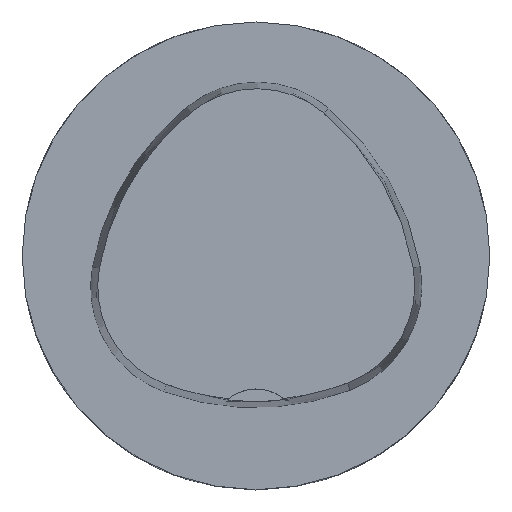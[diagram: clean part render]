
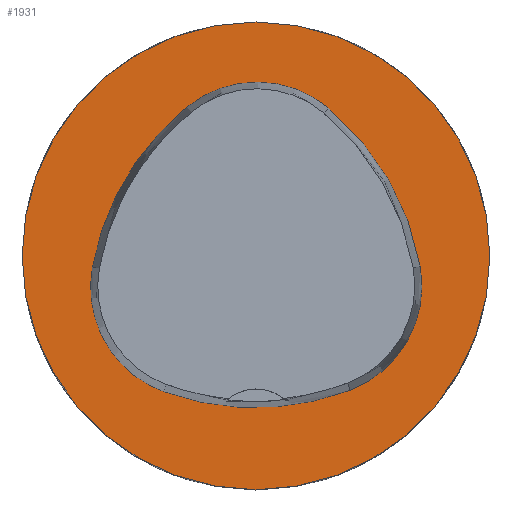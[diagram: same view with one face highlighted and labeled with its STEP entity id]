
A CAD part, top view. The second image highlights one B-rep face of the part: STEP entity #1931.
In plain terms, the highlighted planar face has unit normal (0, 0, 1).
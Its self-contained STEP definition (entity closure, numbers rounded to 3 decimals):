
#333=PLANE('',#9665);
#1931=ADVANCED_FACE('',(#2812,#2813),#333,.T.);
#2812=FACE_BOUND('',#3428,.T.);
#2813=FACE_BOUND('',#3429,.T.);
#3428=EDGE_LOOP('',(#5819,#5820,#5821,#5822,#5823,#5824));
#3429=EDGE_LOOP('',(#5825));
#5819=ORIENTED_EDGE('',*,*,#7913,.T.);
#5820=ORIENTED_EDGE('',*,*,#7893,.T.);
#5821=ORIENTED_EDGE('',*,*,#7897,.T.);
#5822=ORIENTED_EDGE('',*,*,#7900,.T.);
#5823=ORIENTED_EDGE('',*,*,#7903,.T.);
#5824=ORIENTED_EDGE('',*,*,#7911,.T.);
#5825=ORIENTED_EDGE('',*,*,#6735,.F.);
#5925=VERTEX_POINT('',#12139);
#6691=VERTEX_POINT('',#43628);
#6692=VERTEX_POINT('',#43629);
#6695=VERTEX_POINT('',#43637);
#6697=VERTEX_POINT('',#43643);
#6699=VERTEX_POINT('',#43649);
#6706=VERTEX_POINT('',#43670);
#6735=EDGE_CURVE('',#5925,#5925,#7952,.T.);
#7893=EDGE_CURVE('',#6691,#6692,#8436,.T.);
#7897=EDGE_CURVE('',#6692,#6695,#8438,.T.);
#7900=EDGE_CURVE('',#6695,#6697,#8440,.T.);
#7903=EDGE_CURVE('',#6697,#6699,#8442,.T.);
#7911=EDGE_CURVE('',#6699,#6706,#8446,.T.);
#7913=EDGE_CURVE('',#6706,#6691,#8448,.T.);
#7952=CIRCLE('',#8657,31.5);
#8436=CIRCLE('',#9643,36.);
#8438=CIRCLE('',#9646,15.);
#8440=CIRCLE('',#9649,36.);
#8442=CIRCLE('',#9652,15.);
#8446=CIRCLE('',#9657,36.);
#8448=CIRCLE('',#9660,15.);
#8657=AXIS2_PLACEMENT_3D('',#12138,#9767,#9768);
#9643=AXIS2_PLACEMENT_3D('',#43627,#11921,#11922);
#9646=AXIS2_PLACEMENT_3D('',#43636,#11929,#11930);
#9649=AXIS2_PLACEMENT_3D('',#43642,#11936,#11937);
#9652=AXIS2_PLACEMENT_3D('',#43648,#11943,#11944);
#9657=AXIS2_PLACEMENT_3D('',#43671,#11955,#11956);
#9660=AXIS2_PLACEMENT_3D('',#43674,#11961,#11962);
#9665=AXIS2_PLACEMENT_3D('',#43679,#11971,#11972);
#9767=DIRECTION('',(0.,0.,-1.));
#9768=DIRECTION('',(-1.,0.,0.));
#11921=DIRECTION('',(0.,0.,-1.));
#11922=DIRECTION('',(-1.,0.,0.));
#11929=DIRECTION('',(0.,0.,-1.));
#11930=DIRECTION('',(-1.,0.,0.));
#11936=DIRECTION('',(0.,0.,-1.));
#11937=DIRECTION('',(-1.,0.,0.));
#11943=DIRECTION('',(0.,0.,-1.));
#11944=DIRECTION('',(-1.,0.,0.));
#11955=DIRECTION('',(0.,0.,-1.));
#11956=DIRECTION('',(-1.,0.,0.));
#11961=DIRECTION('',(0.,0.,-1.));
#11962=DIRECTION('',(-1.,0.,0.));
#11971=DIRECTION('',(0.,0.,1.));
#11972=DIRECTION('',(1.,0.,0.));
#12138=CARTESIAN_POINT('',(0.,0.,0.));
#12139=CARTESIAN_POINT('',(-31.5,0.,0.));
#43627=CARTESIAN_POINT('',(13.398,-7.893,0.));
#43628=CARTESIAN_POINT('',(-22.041,-1.562,0.));
#43629=CARTESIAN_POINT('',(-9.317,20.036,0.));
#43636=CARTESIAN_POINT('',(0.148,8.399,0.));
#43637=CARTESIAN_POINT('',(9.779,19.898,0.));
#43642=CARTESIAN_POINT('',(-13.337,-7.7,0.));
#43643=CARTESIAN_POINT('',(22.122,-1.48,0.));
#43648=CARTESIAN_POINT('',(7.347,-4.071,0.));
#43649=CARTESIAN_POINT('',(12.693,-18.087,0.));
#43670=CARTESIAN_POINT('',(-12.373,-18.307,0.));
#43671=CARTESIAN_POINT('',(-0.137,15.55,0.));
#43674=CARTESIAN_POINT('',(-7.275,-4.2,0.));
#43679=CARTESIAN_POINT('',(0.,0.,0.));
